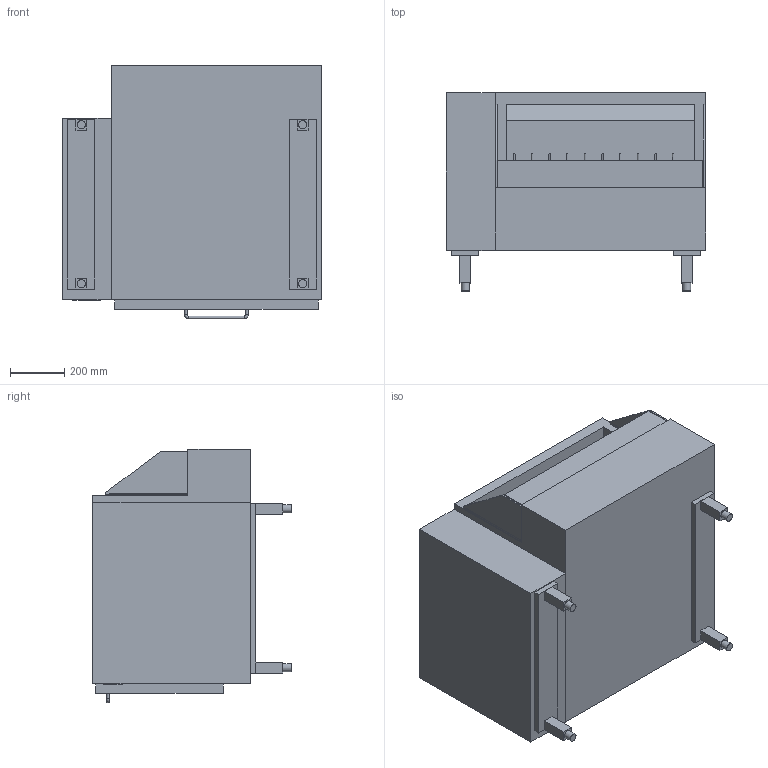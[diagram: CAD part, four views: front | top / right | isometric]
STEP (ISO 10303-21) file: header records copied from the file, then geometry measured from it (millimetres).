
FILE_DESCRIPTION(/* description */ ('zentralgekühlt'),/* implementation_level */ '2;1');
FILE_NAME(/* name */ '3D-AKE-00004995.stp',/* time_stamp */ '2024-06-06T16:18:44+02:00',/* author */ ('julian.lux'),/* organization */ (''),/* preprocessor_version */ 'ST-DEVELOPER v18.1',/* originating_system */ 'Autodesk Inventor 2020',/* authorisation */ '');
FILE_SCHEMA (('AUTOMOTIVE_DESIGN { 1 0 10303 214 3 1 1 }'));
Length unit declared in the file: millimetre
Products named in the file (1): 3D-AKE-00004995
Bounding box: 955 x 730 x 935 mm (x, y, z)
Volume: 203620558.8 mm3; surface area: 10544994.5 mm2
Topology: 29 solids, 29 shells, 260 faces, 661 edges, 464 vertices
Faces by surface type: plane 197, cylinder 41, torus 22
Full cylindrical faces by diameter (mm): 5 x30, 10 x3, 30 x4
Entity records: 8029 total; most frequent: DIRECTION 1401, CARTESIAN_POINT 1386, ORIENTED_EDGE 1322, EDGE_CURVE 661, AXIS2_PLACEMENT_3D 479, VERTEX_POINT 464, LINE 443, VECTOR 443
